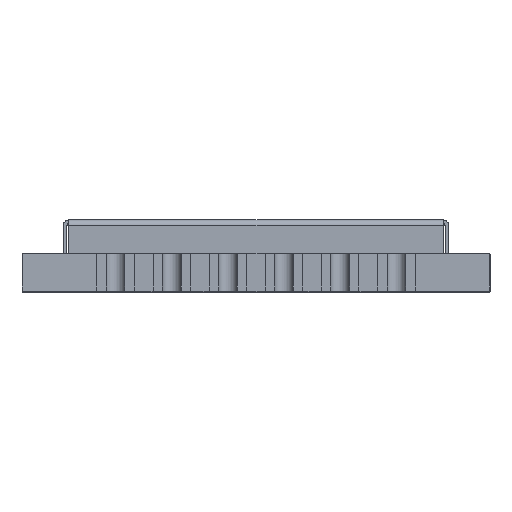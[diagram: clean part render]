
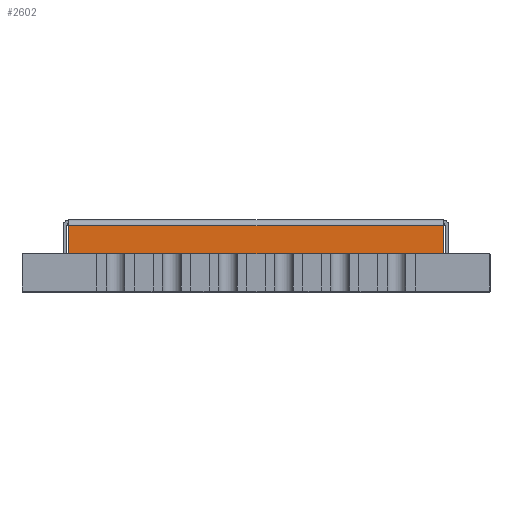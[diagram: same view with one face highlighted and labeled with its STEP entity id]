
A CAD part, top view. The second image highlights one B-rep face of the part: STEP entity #2602.
In plain terms, the highlighted planar face has unit normal (0, 0, 1).
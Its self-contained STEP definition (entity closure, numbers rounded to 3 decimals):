
#452 = DIRECTION ( 'NONE',  ( 1., 0., 0. ) ) ;
#774 = EDGE_CURVE ( 'NONE', #4909, #4027, #6869, .T. ) ;
#869 = EDGE_LOOP ( 'NONE', ( #3092, #3664, #8774, #5170 ) ) ;
#1376 = CARTESIAN_POINT ( 'NONE',  ( 5., 1.9, 6.15 ) ) ;
#1400 = DIRECTION ( 'NONE',  ( 0., 1., 0. ) ) ;
#1547 = CARTESIAN_POINT ( 'NONE',  ( -5., 1.9, 6.15 ) ) ;
#1793 = LINE ( 'NONE', #5003, #10024 ) ;
#2137 = EDGE_CURVE ( 'NONE', #10189, #4909, #6239, .T. ) ;
#2602 = ADVANCED_FACE ( 'NONE', ( #7446 ), #4750, .F. ) ;
#3092 = ORIENTED_EDGE ( 'NONE', *, *, #4705, .T. ) ;
#3482 = VERTEX_POINT ( 'NONE', #3549 ) ;
#3549 = CARTESIAN_POINT ( 'NONE',  ( -5., 1.75, 6.15 ) ) ;
#3664 = ORIENTED_EDGE ( 'NONE', *, *, #8065, .T. ) ;
#4027 = VERTEX_POINT ( 'NONE', #4487 ) ;
#4487 = CARTESIAN_POINT ( 'NONE',  ( 5., 1.75, 6.15 ) ) ;
#4705 = EDGE_CURVE ( 'NONE', #4027, #3482, #1793, .T. ) ;
#4750 = PLANE ( 'NONE',  #7619 ) ;
#4843 = CARTESIAN_POINT ( 'NONE',  ( -5.15, 1.9, 6.15 ) ) ;
#4909 = VERTEX_POINT ( 'NONE', #8470 ) ;
#5003 = CARTESIAN_POINT ( 'NONE',  ( -5.15, 1.75, 6.15 ) ) ;
#5170 = ORIENTED_EDGE ( 'NONE', *, *, #774, .T. ) ;
#5233 = CARTESIAN_POINT ( 'NONE',  ( -5.15, 1., 6.15 ) ) ;
#5683 = CARTESIAN_POINT ( 'NONE',  ( -5., 1., 6.15 ) ) ;
#5738 = VECTOR ( 'NONE', #452, 1000. ) ;
#5884 = DIRECTION ( 'NONE',  ( -1., 0., 0. ) ) ;
#6239 = LINE ( 'NONE', #5233, #5738 ) ;
#6273 = VECTOR ( 'NONE', #1400, 1000. ) ;
#6869 = LINE ( 'NONE', #1376, #6273 ) ;
#7039 = LINE ( 'NONE', #1547, #8657 ) ;
#7233 = DIRECTION ( 'NONE',  ( 0., -1., 0. ) ) ;
#7446 = FACE_OUTER_BOUND ( 'NONE', #869, .T. ) ;
#7619 = AXIS2_PLACEMENT_3D ( 'NONE', #4843, #9259, #8026 ) ;
#8026 = DIRECTION ( 'NONE',  ( -1., 0., 0. ) ) ;
#8065 = EDGE_CURVE ( 'NONE', #3482, #10189, #7039, .T. ) ;
#8470 = CARTESIAN_POINT ( 'NONE',  ( 5., 1., 6.15 ) ) ;
#8657 = VECTOR ( 'NONE', #7233, 1000. ) ;
#8774 = ORIENTED_EDGE ( 'NONE', *, *, #2137, .T. ) ;
#9259 = DIRECTION ( 'NONE',  ( 0., 0., -1. ) ) ;
#10024 = VECTOR ( 'NONE', #5884, 1000. ) ;
#10189 = VERTEX_POINT ( 'NONE', #5683 ) ;
